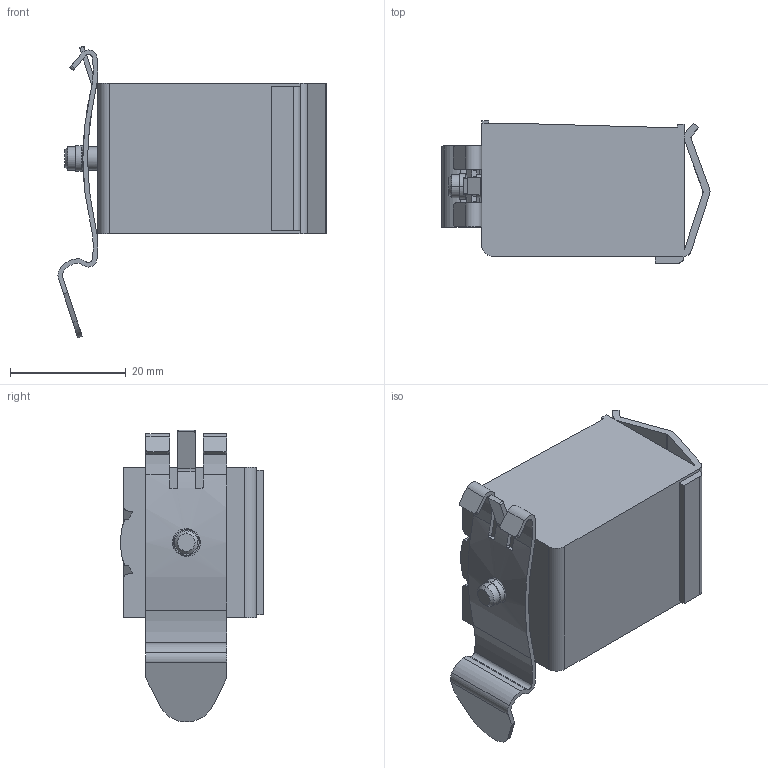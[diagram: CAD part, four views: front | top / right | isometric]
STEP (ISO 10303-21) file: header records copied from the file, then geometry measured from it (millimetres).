
FILE_DESCRIPTION((''),'2;1');
FILE_NAME('UBK-10-20_ASM','2022-06-16T',('Administrator'),(''),'PRO/ENGINEER BY PARAMETRIC TECHNOLOGY CORPORATION, 2013230','PRO/ENGINEER BY PARAMETRIC TECHNOLOGY CORPORATION, 2013230','');
FILE_SCHEMA(('AUTOMOTIVE_DESIGN { 1 0 10303 214 1 1 1 1 }'));
Length unit declared in the file: millimetre
Products named in the file (1): UBK-10-20_ASM
Bounding box: 46.29 x 24.7 x 50.38 mm (x, y, z)
Volume: 22014.3 mm3; surface area: 7749.9 mm2
Topology: 1 solids, 1 shells, 136 faces, 404 edges, 274 vertices
Faces by surface type: plane 71, cylinder 59, bspline 4, cone 2
Entity records: 5098 total; most frequent: CARTESIAN_POINT 1305, ORIENTED_EDGE 808, DIRECTION 776, EDGE_CURVE 404, VERTEX_POINT 274, AXIS2_PLACEMENT_3D 269, VECTOR 238, LINE 238
